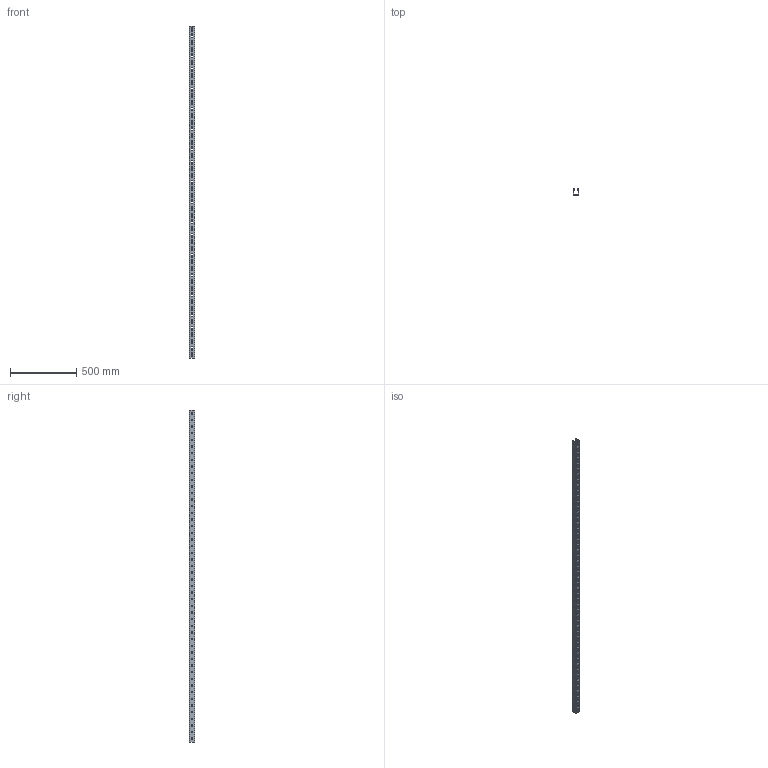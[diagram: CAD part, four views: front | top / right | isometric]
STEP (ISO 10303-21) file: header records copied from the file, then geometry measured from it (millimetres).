
FILE_DESCRIPTION (( 'STEP AP203' ), '1' );
FILE_NAME ('STRUT-镳铘桦黖h41-2500.step', '2022-01-24T13:52:04', ( '' ), ( '' ), 'SwSTEP 2.0', 'SolidWorks 2017', '' );
FILE_SCHEMA (( 'CONFIG_CONTROL_DESIGN' ));
Products named in the file (1): STRUT-镳铘桦黖h41-2500
Bounding box: 41 x 41 x 2500 mm (x, y, z)
Volume: 635528.6 mm3; surface area: 670669.6 mm2
Topology: 1 solids, 1 shells, 2248 faces, 6714 edges, 4468 vertices
Faces by surface type: plane 1942, cylinder 306
Entity records: 75215 total; most frequent: CARTESIAN_POINT 13431, ORIENTED_EDGE 13428, DIRECTION 11824, EDGE_CURVE 6714, VECTOR 6102, LINE 6102, VERTEX_POINT 4468, AXIS2_PLACEMENT_3D 2861
